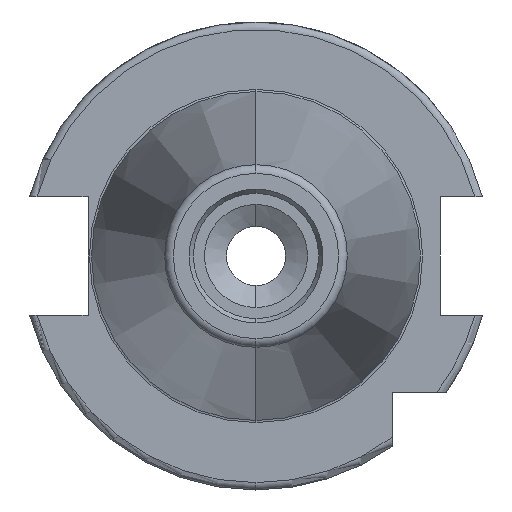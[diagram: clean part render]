
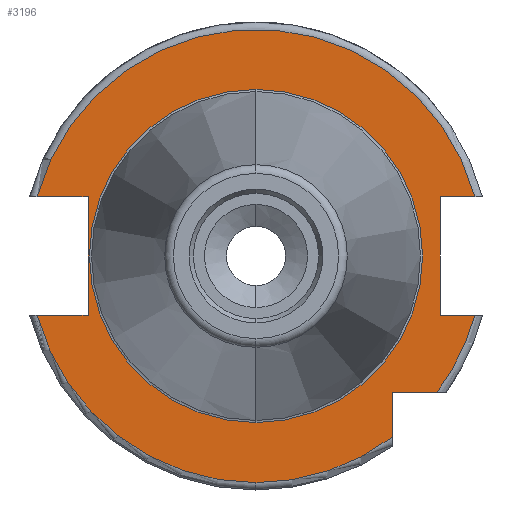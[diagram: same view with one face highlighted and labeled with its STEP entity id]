
A CAD part, left-side view. The second image highlights one B-rep face of the part: STEP entity #3196.
In plain terms, the highlighted planar face has unit normal (-1, 0, 0).
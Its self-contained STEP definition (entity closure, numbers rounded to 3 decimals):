
#913 = CARTESIAN_POINT ( 'NONE',  ( 3.2, 29.704, -8.05 ) ) ;
#941 = DIRECTION ( 'NONE',  ( 0., 0., -1. ) ) ;
#942 = DIRECTION ( 'NONE',  ( -1., 0., 0. ) ) ;
#943 = CARTESIAN_POINT ( 'NONE',  ( 3.2, 0., 0. ) ) ;
#944 = AXIS2_PLACEMENT_3D ( 'NONE', #943, #942, #941 ) ;
#945 = CIRCLE ( 'NONE', #944, 30.775 ) ;
#1014 = VERTEX_POINT ( 'NONE', #1499 ) ;
#1036 = EDGE_CURVE ( 'NONE', #1084, #1014, #1508, .T. ) ;
#1084 = VERTEX_POINT ( 'NONE', #1539 ) ;
#1499 = CARTESIAN_POINT ( 'NONE',  ( 3.2, 0., -22.625 ) ) ;
#1504 = DIRECTION ( 'NONE',  ( 0., 0., -1. ) ) ;
#1505 = DIRECTION ( 'NONE',  ( -1., 0., 0. ) ) ;
#1506 = CARTESIAN_POINT ( 'NONE',  ( 3.2, 0., 0. ) ) ;
#1507 = AXIS2_PLACEMENT_3D ( 'NONE', #1506, #1505, #1504 ) ;
#1508 = CIRCLE ( 'NONE', #1507, 22.625 ) ;
#1539 = CARTESIAN_POINT ( 'NONE',  ( 3.2, 0., 22.625 ) ) ;
#2061 = CARTESIAN_POINT ( 'NONE',  ( 3.2, -25., 8.05 ) ) ;
#2062 = VECTOR ( 'NONE', #2085, 1000. ) ;
#2069 = CARTESIAN_POINT ( 'NONE',  ( 3.2, -29.704, 8.05 ) ) ;
#2071 = CARTESIAN_POINT ( 'NONE',  ( 3.2, 0., 8.05 ) ) ;
#2072 = LINE ( 'NONE', #2071, #2062 ) ;
#2073 = CARTESIAN_POINT ( 'NONE',  ( 3.2, 0., 0. ) ) ;
#2077 = DIRECTION ( 'NONE',  ( 0., 0., -1. ) ) ;
#2078 = DIRECTION ( 'NONE',  ( -1., 0., 0. ) ) ;
#2079 = AXIS2_PLACEMENT_3D ( 'NONE', #2073, #2078, #2077 ) ;
#2080 = CIRCLE ( 'NONE', #2079, 30.775 ) ;
#2084 = CARTESIAN_POINT ( 'NONE',  ( 3.2, 22.8, 8.05 ) ) ;
#2085 = DIRECTION ( 'NONE',  ( 0., 1., 0. ) ) ;
#2412 = EDGE_CURVE ( 'NONE', #2413, #2714, #945, .T. ) ;
#2413 = VERTEX_POINT ( 'NONE', #913 ) ;
#2714 = VERTEX_POINT ( 'NONE', #2892 ) ;
#2892 = CARTESIAN_POINT ( 'NONE',  ( 3.2, 0., -30.775 ) ) ;
#3139 = VERTEX_POINT ( 'NONE', #2069 ) ;
#3140 = ORIENTED_EDGE ( 'NONE', *, *, #3225, .T. ) ;
#3141 = ORIENTED_EDGE ( 'NONE', *, *, #3146, .T. ) ;
#3142 = EDGE_CURVE ( 'NONE', #3144, #3226, #2072, .T. ) ;
#3143 = ORIENTED_EDGE ( 'NONE', *, *, #3142, .F. ) ;
#3144 = VERTEX_POINT ( 'NONE', #2084 ) ;
#3145 = VERTEX_POINT ( 'NONE', #2061 ) ;
#3146 = EDGE_CURVE ( 'NONE', #3139, #3226, #2080, .T. ) ;
#3149 = VERTEX_POINT ( 'NONE', #3782 ) ;
#3161 = VERTEX_POINT ( 'NONE', #3531 ) ;
#3162 = ORIENTED_EDGE ( 'NONE', *, *, #2412, .T. ) ;
#3163 = EDGE_CURVE ( 'NONE', #2714, #3161, #3525, .T. ) ;
#3168 = ORIENTED_EDGE ( 'NONE', *, *, #3183, .T. ) ;
#3169 = VERTEX_POINT ( 'NONE', #3559 ) ;
#3176 = ORIENTED_EDGE ( 'NONE', *, *, #3163, .T. ) ;
#3177 = VERTEX_POINT ( 'NONE', #3581 ) ;
#3178 = EDGE_CURVE ( 'NONE', #2413, #3177, #3580, .T. ) ;
#3179 = ORIENTED_EDGE ( 'NONE', *, *, #3239, .F. ) ;
#3181 = EDGE_CURVE ( 'NONE', #3145, #3149, #3576, .T. ) ;
#3182 = EDGE_CURVE ( 'NONE', #3184, #3149, #3572, .T. ) ;
#3183 = EDGE_CURVE ( 'NONE', #3169, #3184, #3567, .T. ) ;
#3184 = VERTEX_POINT ( 'NONE', #3568 ) ;
#3185 = ORIENTED_EDGE ( 'NONE', *, *, #3182, .T. ) ;
#3194 = EDGE_CURVE ( 'NONE', #3169, #3238, #3585, .T. ) ;
#3195 = ORIENTED_EDGE ( 'NONE', *, *, #3209, .F. ) ;
#3196 = ADVANCED_FACE ( 'NONE', ( #3614, #3608 ), #3621, .F. ) ;
#3208 = ORIENTED_EDGE ( 'NONE', *, *, #3178, .F. ) ;
#3209 = EDGE_CURVE ( 'NONE', #1014, #1084, #3633, .T. ) ;
#3210 = ORIENTED_EDGE ( 'NONE', *, *, #1036, .F. ) ;
#3222 = EDGE_CURVE ( 'NONE', #3144, #3177, #3772, .T. ) ;
#3225 = EDGE_CURVE ( 'NONE', #3145, #3139, #3754, .T. ) ;
#3226 = VERTEX_POINT ( 'NONE', #3756 ) ;
#3227 = ORIENTED_EDGE ( 'NONE', *, *, #3222, .T. ) ;
#3238 = VERTEX_POINT ( 'NONE', #3684 ) ;
#3239 = EDGE_CURVE ( 'NONE', #3238, #3161, #3681, .T. ) ;
#3243 = ORIENTED_EDGE ( 'NONE', *, *, #3181, .F. ) ;
#3244 = ORIENTED_EDGE ( 'NONE', *, *, #3194, .F. ) ;
#3245 = EDGE_LOOP ( 'NONE', ( #3208, #3162, #3176, #3179, #3244, #3168, #3185, #3243, #3140, #3141, #3143, #3227 ) ) ;
#3248 = EDGE_LOOP ( 'NONE', ( #3195, #3210 ) ) ;
#3524 = DIRECTION ( 'NONE',  ( -1., 0., 0. ) ) ;
#3525 = CIRCLE ( 'NONE', #3530, 30.775 ) ;
#3526 = DIRECTION ( 'NONE',  ( 0., 0., -1. ) ) ;
#3529 = CARTESIAN_POINT ( 'NONE',  ( 3.2, 0., 0. ) ) ;
#3530 = AXIS2_PLACEMENT_3D ( 'NONE', #3529, #3524, #3526 ) ;
#3531 = CARTESIAN_POINT ( 'NONE',  ( 3.2, -18.5, -24.594 ) ) ;
#3559 = CARTESIAN_POINT ( 'NONE',  ( 3.2, -24.594, -18.5 ) ) ;
#3563 = DIRECTION ( 'NONE',  ( 0., 0., -1. ) ) ;
#3564 = DIRECTION ( 'NONE',  ( -1., 0., 0. ) ) ;
#3565 = CARTESIAN_POINT ( 'NONE',  ( 3.2, 0., 0. ) ) ;
#3566 = AXIS2_PLACEMENT_3D ( 'NONE', #3565, #3564, #3563 ) ;
#3567 = CIRCLE ( 'NONE', #3566, 30.775 ) ;
#3568 = CARTESIAN_POINT ( 'NONE',  ( 3.2, -29.704, -8.05 ) ) ;
#3569 = DIRECTION ( 'NONE',  ( 0., 1., 0. ) ) ;
#3570 = VECTOR ( 'NONE', #3569, 1000. ) ;
#3571 = CARTESIAN_POINT ( 'NONE',  ( 3.2, 0., -8.05 ) ) ;
#3572 = LINE ( 'NONE', #3571, #3570 ) ;
#3573 = DIRECTION ( 'NONE',  ( 0., 0., -1. ) ) ;
#3574 = VECTOR ( 'NONE', #3573, 1000. ) ;
#3575 = CARTESIAN_POINT ( 'NONE',  ( 3.2, -25., 30.775 ) ) ;
#3576 = LINE ( 'NONE', #3575, #3574 ) ;
#3577 = DIRECTION ( 'NONE',  ( 0., -1., 0. ) ) ;
#3578 = VECTOR ( 'NONE', #3577, 1000. ) ;
#3579 = CARTESIAN_POINT ( 'NONE',  ( 3.2, 0., -8.05 ) ) ;
#3580 = LINE ( 'NONE', #3579, #3578 ) ;
#3581 = CARTESIAN_POINT ( 'NONE',  ( 3.2, 22.8, -8.05 ) ) ;
#3582 = DIRECTION ( 'NONE',  ( 0., 1., 0. ) ) ;
#3583 = VECTOR ( 'NONE', #3582, 1000. ) ;
#3584 = CARTESIAN_POINT ( 'NONE',  ( 3.2, -25.834, -18.5 ) ) ;
#3585 = LINE ( 'NONE', #3584, #3583 ) ;
#3605 = DIRECTION ( 'NONE',  ( 1., 0., 0. ) ) ;
#3607 = CARTESIAN_POINT ( 'NONE',  ( 3.2, 0., 30.775 ) ) ;
#3608 = FACE_OUTER_BOUND ( 'NONE', #3245, .T. ) ;
#3609 = DIRECTION ( 'NONE',  ( 0., 0., 1. ) ) ;
#3614 = FACE_BOUND ( 'NONE', #3248, .T. ) ;
#3618 = AXIS2_PLACEMENT_3D ( 'NONE', #3607, #3605, #3609 ) ;
#3621 = PLANE ( 'NONE',  #3618 ) ;
#3632 = CARTESIAN_POINT ( 'NONE',  ( 3.2, 0., 0. ) ) ;
#3633 = CIRCLE ( 'NONE', #3639, 22.625 ) ;
#3635 = DIRECTION ( 'NONE',  ( 0., 0., -1. ) ) ;
#3638 = DIRECTION ( 'NONE',  ( -1., 0., 0. ) ) ;
#3639 = AXIS2_PLACEMENT_3D ( 'NONE', #3632, #3638, #3635 ) ;
#3674 = DIRECTION ( 'NONE',  ( 0., 0., -1. ) ) ;
#3681 = LINE ( 'NONE', #3696, #3697 ) ;
#3684 = CARTESIAN_POINT ( 'NONE',  ( 3.2, -18.5, -18.5 ) ) ;
#3696 = CARTESIAN_POINT ( 'NONE',  ( 3.2, -18.5, -18.5 ) ) ;
#3697 = VECTOR ( 'NONE', #3674, 1000. ) ;
#3752 = VECTOR ( 'NONE', #3757, 1000. ) ;
#3753 = CARTESIAN_POINT ( 'NONE',  ( 3.2, 0., 8.05 ) ) ;
#3754 = LINE ( 'NONE', #3753, #3752 ) ;
#3756 = CARTESIAN_POINT ( 'NONE',  ( 3.2, 29.704, 8.05 ) ) ;
#3757 = DIRECTION ( 'NONE',  ( 0., -1., 0. ) ) ;
#3769 = DIRECTION ( 'NONE',  ( 0., 0., -1. ) ) ;
#3772 = LINE ( 'NONE', #3779, #3778 ) ;
#3778 = VECTOR ( 'NONE', #3769, 1000. ) ;
#3779 = CARTESIAN_POINT ( 'NONE',  ( 3.2, 22.8, 30.775 ) ) ;
#3782 = CARTESIAN_POINT ( 'NONE',  ( 3.2, -25., -8.05 ) ) ;
